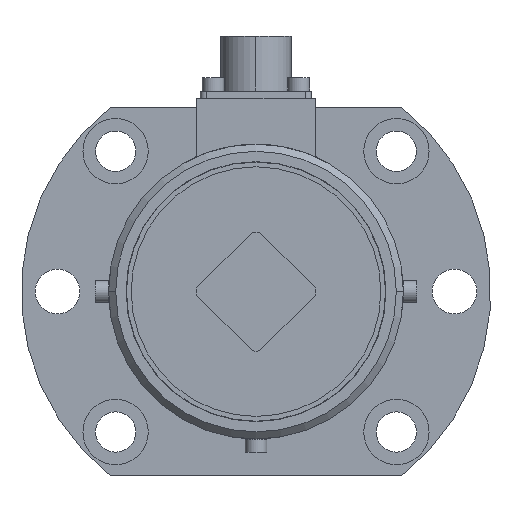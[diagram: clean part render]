
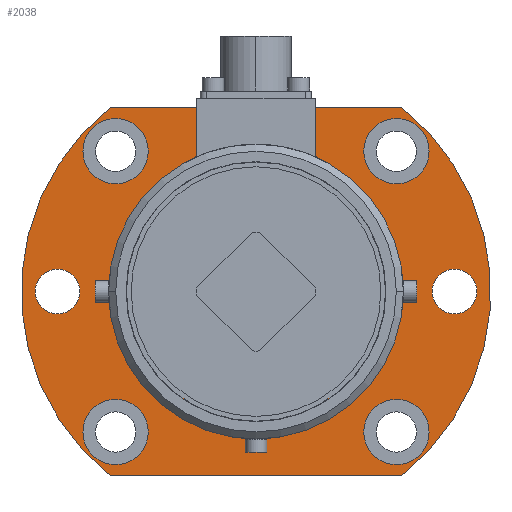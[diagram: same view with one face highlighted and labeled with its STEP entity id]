
A CAD part, left-side view. The second image highlights one B-rep face of the part: STEP entity #2038.
In plain terms, the highlighted face is planar.
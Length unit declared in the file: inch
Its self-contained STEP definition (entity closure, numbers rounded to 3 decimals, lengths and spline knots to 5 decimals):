
#238=CARTESIAN_POINT('',(-1.7048,0.0916,-2.875));
#239=VERTEX_POINT('',#238);
#246=CARTESIAN_POINT('',(0.4752,0.0916,-2.875));
#247=VERTEX_POINT('',#246);
#248=CARTESIAN_POINT('',(-0.6148,0.0916,-2.875));
#249=DIRECTION('',(0.0,0.0,1.0));
#250=DIRECTION('',(1.0,0.0,0.0));
#251=AXIS2_PLACEMENT_3D('',#248,#249,#250);
#252=CIRCLE('',#251,1.09);
#253=EDGE_CURVE('',#239,#247,#252,.T.);
#466=CARTESIAN_POINT('',(0.8672,0.0916,-2.875));
#467=VERTEX_POINT('',#466);
#483=CARTESIAN_POINT('',(1.2432,0.0916,-2.875));
#484=VERTEX_POINT('',#483);
#491=CARTESIAN_POINT('',(1.0552,0.0916,-2.875));
#492=DIRECTION('',(0.0,0.0,-1.0));
#493=DIRECTION('',(-1.0,0.0,0.0));
#494=AXIS2_PLACEMENT_3D('',#491,#492,#493);
#495=CIRCLE('',#494,0.188);
#496=EDGE_CURVE('',#467,#484,#495,.T.);
#506=CARTESIAN_POINT('',(-1.52082,1.27262,-2.875));
#507=VERTEX_POINT('',#506);
#516=CARTESIAN_POINT('',(-2.07082,1.27262,-2.875));
#517=VERTEX_POINT('',#516);
#518=CARTESIAN_POINT('',(-1.79582,1.27262,-2.875));
#519=DIRECTION('',(0.0,0.0,-1.0));
#520=DIRECTION('',(1.0,0.0,0.0));
#521=AXIS2_PLACEMENT_3D('',#518,#519,#520);
#522=CIRCLE('',#521,0.275);
#523=EDGE_CURVE('',#517,#507,#522,.T.);
#590=CARTESIAN_POINT('',(-1.79582,-0.81442,-2.875));
#591=VERTEX_POINT('',#590);
#600=CARTESIAN_POINT('',(-1.79582,-1.36442,-2.875));
#601=VERTEX_POINT('',#600);
#602=CARTESIAN_POINT('',(-1.79582,-1.08942,-2.875));
#603=DIRECTION('',(0.0,0.0,-1.0));
#604=DIRECTION('',(0.0,1.0,0.0));
#605=AXIS2_PLACEMENT_3D('',#602,#603,#604);
#606=CIRCLE('',#605,0.275);
#607=EDGE_CURVE('',#601,#591,#606,.T.);
#674=CARTESIAN_POINT('',(0.29122,-1.08942,-2.875));
#675=VERTEX_POINT('',#674);
#684=CARTESIAN_POINT('',(0.84122,-1.08942,-2.875));
#685=VERTEX_POINT('',#684);
#686=CARTESIAN_POINT('',(0.56622,-1.08942,-2.875));
#687=DIRECTION('',(0.0,0.0,-1.0));
#688=DIRECTION('',(-1.0,0.0,0.0));
#689=AXIS2_PLACEMENT_3D('',#686,#687,#688);
#690=CIRCLE('',#689,0.275);
#691=EDGE_CURVE('',#685,#675,#690,.T.);
#758=CARTESIAN_POINT('',(0.56622,0.99762,-2.875));
#759=VERTEX_POINT('',#758);
#768=CARTESIAN_POINT('',(0.56622,1.54762,-2.875));
#769=VERTEX_POINT('',#768);
#770=CARTESIAN_POINT('',(0.56622,1.27262,-2.875));
#771=DIRECTION('',(0.0,0.0,-1.0));
#772=DIRECTION('',(0.0,-1.0,0.0));
#773=AXIS2_PLACEMENT_3D('',#770,#771,#772);
#774=CIRCLE('',#773,0.275);
#775=EDGE_CURVE('',#769,#759,#774,.T.);
#844=CARTESIAN_POINT('',(-2.0968,0.0916,-2.875));
#845=VERTEX_POINT('',#844);
#861=CARTESIAN_POINT('',(-2.4728,0.0916,-2.875));
#862=VERTEX_POINT('',#861);
#869=CARTESIAN_POINT('',(-2.2848,0.0916,-2.875));
#870=DIRECTION('',(0.0,0.0,-1.0));
#871=DIRECTION('',(1.0,0.0,0.0));
#872=AXIS2_PLACEMENT_3D('',#869,#870,#871);
#873=CIRCLE('',#872,0.188);
#874=EDGE_CURVE('',#845,#862,#873,.T.);
#1178=CARTESIAN_POINT('',(-2.2848,0.0916,-2.875));
#1179=DIRECTION('',(0.0,0.0,-1.0));
#1180=DIRECTION('',(1.0,0.0,0.0));
#1181=AXIS2_PLACEMENT_3D('',#1178,#1179,#1180);
#1182=CIRCLE('',#1181,0.188);
#1183=EDGE_CURVE('',#862,#845,#1182,.T.);
#1234=CARTESIAN_POINT('',(0.56622,1.27262,-2.875));
#1235=DIRECTION('',(0.0,0.0,-1.0));
#1236=DIRECTION('',(0.0,-1.0,0.0));
#1237=AXIS2_PLACEMENT_3D('',#1234,#1235,#1236);
#1238=CIRCLE('',#1237,0.275);
#1239=EDGE_CURVE('',#759,#769,#1238,.T.);
#1296=CARTESIAN_POINT('',(0.56622,-1.08942,-2.875));
#1297=DIRECTION('',(0.0,0.0,-1.0));
#1298=DIRECTION('',(-1.0,0.0,0.0));
#1299=AXIS2_PLACEMENT_3D('',#1296,#1297,#1298);
#1300=CIRCLE('',#1299,0.275);
#1301=EDGE_CURVE('',#675,#685,#1300,.T.);
#1358=CARTESIAN_POINT('',(-1.79582,-1.08942,-2.875));
#1359=DIRECTION('',(0.0,0.0,-1.0));
#1360=DIRECTION('',(0.0,1.0,0.0));
#1361=AXIS2_PLACEMENT_3D('',#1358,#1359,#1360);
#1362=CIRCLE('',#1361,0.275);
#1363=EDGE_CURVE('',#591,#601,#1362,.T.);
#1420=CARTESIAN_POINT('',(-1.79582,1.27262,-2.875));
#1421=DIRECTION('',(0.0,0.0,-1.0));
#1422=DIRECTION('',(1.0,0.0,0.0));
#1423=AXIS2_PLACEMENT_3D('',#1420,#1421,#1422);
#1424=CIRCLE('',#1423,0.275);
#1425=EDGE_CURVE('',#507,#517,#1424,.T.);
#1450=CARTESIAN_POINT('',(1.0552,0.0916,-2.875));
#1451=DIRECTION('',(0.0,0.0,-1.0));
#1452=DIRECTION('',(-1.0,0.0,0.0));
#1453=AXIS2_PLACEMENT_3D('',#1450,#1451,#1452);
#1454=CIRCLE('',#1453,0.188);
#1455=EDGE_CURVE('',#484,#467,#1454,.T.);
#1842=CARTESIAN_POINT('',(-1.83878,-1.4584,-2.875));
#1843=VERTEX_POINT('',#1842);
#1844=CARTESIAN_POINT('',(0.60918,-1.4584,-2.875));
#1845=VERTEX_POINT('',#1844);
#1846=CARTESIAN_POINT('',(-1.83878,-1.4584,-2.875));
#1847=DIRECTION('',(1.0,0.0,0.0));
#1848=VECTOR('',#1847,2.44796);
#1849=LINE('',#1846,#1848);
#1850=EDGE_CURVE('',#1843,#1845,#1849,.T.);
#1944=CARTESIAN_POINT('',(-1.83878,1.6416,-2.875));
#1945=VERTEX_POINT('',#1944);
#1946=CARTESIAN_POINT('',(-0.6148,0.0916,-2.875));
#1947=DIRECTION('',(0.0,0.0,1.0));
#1948=DIRECTION('',(1.0,0.0,0.0));
#1949=AXIS2_PLACEMENT_3D('',#1946,#1947,#1948);
#1950=CIRCLE('',#1949,1.975);
#1951=EDGE_CURVE('',#1945,#1843,#1950,.T.);
#1968=CARTESIAN_POINT('',(0.60918,1.6416,-2.875));
#1969=VERTEX_POINT('',#1968);
#1978=CARTESIAN_POINT('',(0.60918,1.6416,-2.875));
#1979=DIRECTION('',(-1.0,0.0,0.0));
#1980=VECTOR('',#1979,2.44796);
#1981=LINE('',#1978,#1980);
#1982=EDGE_CURVE('',#1969,#1945,#1981,.T.);
#1987=CARTESIAN_POINT('',(0.9177,0.0916,-2.875));
#1988=DIRECTION('',(0.0,0.0,1.0));
#1989=DIRECTION('',(1.0,0.0,0.0));
#1990=AXIS2_PLACEMENT_3D('',#1987,#1988,#1989);
#1991=PLANE('',#1990);
#1992=ORIENTED_EDGE('',*,*,#1850,.T.);
#1993=CARTESIAN_POINT('',(-0.6148,0.0916,-2.875));
#1994=DIRECTION('',(0.0,0.0,1.0));
#1995=DIRECTION('',(1.0,0.0,0.0));
#1996=AXIS2_PLACEMENT_3D('',#1993,#1994,#1995);
#1997=CIRCLE('',#1996,1.975);
#1998=EDGE_CURVE('',#1845,#1969,#1997,.T.);
#1999=ORIENTED_EDGE('',*,*,#1998,.T.);
#2000=ORIENTED_EDGE('',*,*,#1982,.T.);
#2001=ORIENTED_EDGE('',*,*,#1951,.T.);
#2002=EDGE_LOOP('',(#1992,#1999,#2000,#2001));
#2003=FACE_OUTER_BOUND('',#2002,.T.);
#2004=ORIENTED_EDGE('',*,*,#1183,.T.);
#2005=ORIENTED_EDGE('',*,*,#874,.T.);
#2006=EDGE_LOOP('',(#2004,#2005));
#2007=FACE_BOUND('',#2006,.T.);
#2008=ORIENTED_EDGE('',*,*,#1239,.T.);
#2009=ORIENTED_EDGE('',*,*,#775,.T.);
#2010=EDGE_LOOP('',(#2008,#2009));
#2011=FACE_BOUND('',#2010,.T.);
#2012=ORIENTED_EDGE('',*,*,#1301,.T.);
#2013=ORIENTED_EDGE('',*,*,#691,.T.);
#2014=EDGE_LOOP('',(#2012,#2013));
#2015=FACE_BOUND('',#2014,.T.);
#2016=ORIENTED_EDGE('',*,*,#1363,.T.);
#2017=ORIENTED_EDGE('',*,*,#607,.T.);
#2018=EDGE_LOOP('',(#2016,#2017));
#2019=FACE_BOUND('',#2018,.T.);
#2020=ORIENTED_EDGE('',*,*,#1425,.T.);
#2021=ORIENTED_EDGE('',*,*,#523,.T.);
#2022=EDGE_LOOP('',(#2020,#2021));
#2023=FACE_BOUND('',#2022,.T.);
#2024=ORIENTED_EDGE('',*,*,#1455,.T.);
#2025=ORIENTED_EDGE('',*,*,#496,.T.);
#2026=EDGE_LOOP('',(#2024,#2025));
#2027=FACE_BOUND('',#2026,.T.);
#2028=CARTESIAN_POINT('',(-0.6148,0.0916,-2.875));
#2029=DIRECTION('',(0.0,0.0,1.0));
#2030=DIRECTION('',(1.0,0.0,0.0));
#2031=AXIS2_PLACEMENT_3D('',#2028,#2029,#2030);
#2032=CIRCLE('',#2031,1.09);
#2033=EDGE_CURVE('',#247,#239,#2032,.T.);
#2034=ORIENTED_EDGE('',*,*,#2033,.F.);
#2035=ORIENTED_EDGE('',*,*,#253,.F.);
#2036=EDGE_LOOP('',(#2034,#2035));
#2037=FACE_BOUND('',#2036,.T.);
#2038=ADVANCED_FACE('',(#2003,#2007,#2011,#2015,#2019,#2023,#2027,#2037),#1991,.T.);
